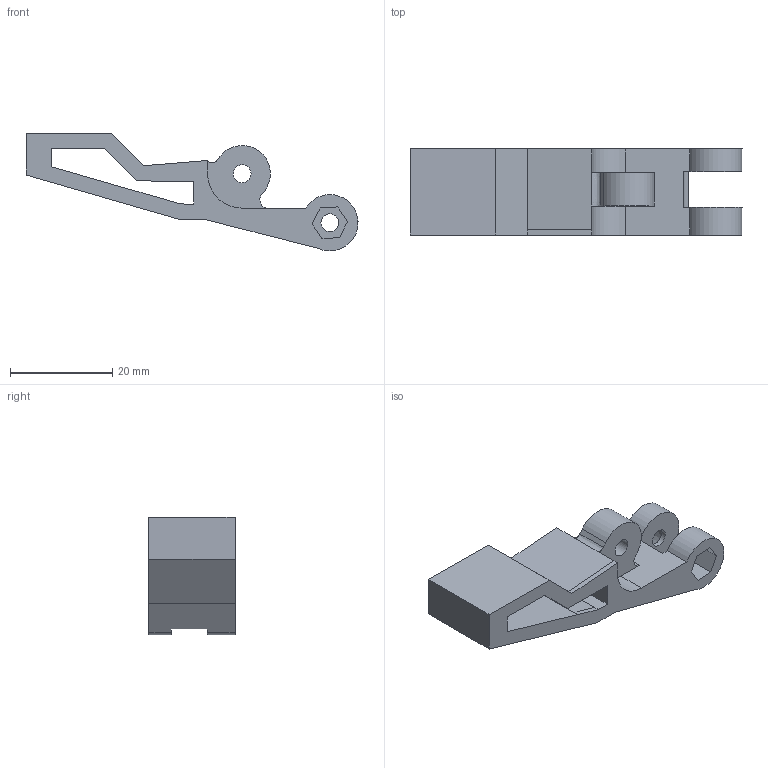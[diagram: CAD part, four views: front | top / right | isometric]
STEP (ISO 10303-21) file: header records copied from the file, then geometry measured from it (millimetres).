
FILE_DESCRIPTION(/* description */ (''),/* implementation_level */ '2;1');
FILE_NAME(/* name */ 'Pinza1.step',/* time_stamp */ '2024-04-02T11:32:26-05:00',/* author */ (''),/* organization */ (''),/* preprocessor_version */ 'ST-DEVELOPER v20',/* originating_system */ 'Autodesk Translation Framework v12.20.1.177',/* authorisation */ '');
FILE_SCHEMA (('AUTOMOTIVE_DESIGN { 1 0 10303 214 3 1 1 }'));
Length unit declared in the file: millimetre
Products named in the file (1): Pinza1
Bounding box: 64.82 x 16.84 x 22.99 mm (x, y, z)
Volume: 7280.4 mm3; surface area: 5117.3 mm2
Topology: 1 solids, 1 shells, 46 faces, 141 edges, 97 vertices
Faces by surface type: plane 35, cylinder 9, cone 1, bspline 1
Full cylindrical faces by diameter (mm): 3.5 x2
Entity records: 1697 total; most frequent: CARTESIAN_POINT 366, ORIENTED_EDGE 282, DIRECTION 245, EDGE_CURVE 141, LINE 117, VECTOR 117, VERTEX_POINT 97, AXIS2_PLACEMENT_3D 64
